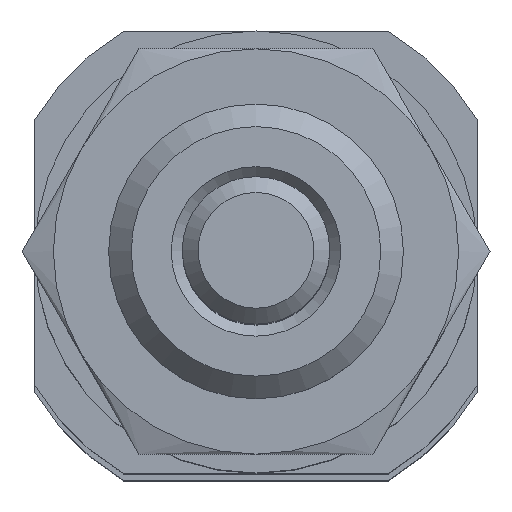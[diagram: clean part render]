
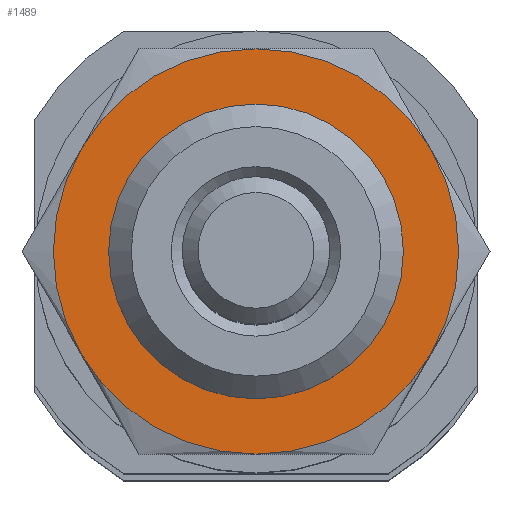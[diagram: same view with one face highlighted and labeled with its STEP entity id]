
A CAD part, top view. The second image highlights one B-rep face of the part: STEP entity #1489.
In plain terms, the highlighted planar face has unit normal (0, 0, 1).
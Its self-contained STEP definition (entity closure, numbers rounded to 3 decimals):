
#570=ORIENTED_EDGE('',*,*,#809,.T.);
#571=ORIENTED_EDGE('',*,*,#810,.F.);
#572=ORIENTED_EDGE('',*,*,#811,.F.);
#573=ORIENTED_EDGE('',*,*,#812,.F.);
#574=ORIENTED_EDGE('',*,*,#813,.F.);
#575=ORIENTED_EDGE('',*,*,#814,.F.);
#576=ORIENTED_EDGE('',*,*,#815,.F.);
#809=EDGE_CURVE('',#957,#957,#1062,.T.);
#810=EDGE_CURVE('',#958,#959,#1063,.F.);
#811=EDGE_CURVE('',#960,#958,#1064,.F.);
#812=EDGE_CURVE('',#961,#960,#1065,.T.);
#813=EDGE_CURVE('',#962,#961,#1066,.F.);
#814=EDGE_CURVE('',#963,#962,#1067,.F.);
#815=EDGE_CURVE('',#959,#963,#1068,.F.);
#957=VERTEX_POINT('',#2588);
#958=VERTEX_POINT('',#2590);
#959=VERTEX_POINT('',#2591);
#960=VERTEX_POINT('',#2593);
#961=VERTEX_POINT('',#2595);
#962=VERTEX_POINT('',#2597);
#963=VERTEX_POINT('',#2599);
#1062=CIRCLE('',#1711,4.);
#1063=CIRCLE('',#1712,5.5);
#1064=CIRCLE('',#1713,5.5);
#1065=CIRCLE('',#1714,5.5);
#1066=CIRCLE('',#1715,5.5);
#1067=CIRCLE('',#1716,5.5);
#1068=CIRCLE('',#1717,5.5);
#1194=EDGE_LOOP('',(#570));
#1195=EDGE_LOOP('',(#571,#572,#573,#574,#575,#576));
#1339=FACE_BOUND('',#1194,.T.);
#1340=FACE_BOUND('',#1195,.T.);
#1399=PLANE('',#1710);
#1489=ADVANCED_FACE('',(#1339,#1340),#1399,.T.);
#1710=AXIS2_PLACEMENT_3D('',#2586,#2142,#2143);
#1711=AXIS2_PLACEMENT_3D('',#2587,#2144,#2145);
#1712=AXIS2_PLACEMENT_3D('',#2589,#2146,#2147);
#1713=AXIS2_PLACEMENT_3D('',#2592,#2148,#2149);
#1714=AXIS2_PLACEMENT_3D('',#2594,#2150,#2151);
#1715=AXIS2_PLACEMENT_3D('',#2596,#2152,#2153);
#1716=AXIS2_PLACEMENT_3D('',#2598,#2154,#2155);
#1717=AXIS2_PLACEMENT_3D('',#2600,#2156,#2157);
#2142=DIRECTION('',(0.,0.,1.));
#2143=DIRECTION('',(1.,0.,0.));
#2144=DIRECTION('',(0.,0.,-1.));
#2145=DIRECTION('',(-1.,0.,0.));
#2146=DIRECTION('',(0.,0.,1.));
#2147=DIRECTION('',(1.,0.,0.));
#2148=DIRECTION('',(0.,0.,1.));
#2149=DIRECTION('',(1.,0.,0.));
#2150=DIRECTION('',(0.,0.,-1.));
#2151=DIRECTION('',(-1.,0.,0.));
#2152=DIRECTION('',(0.,0.,1.));
#2153=DIRECTION('',(1.,0.,0.));
#2154=DIRECTION('',(0.,0.,1.));
#2155=DIRECTION('',(1.,0.,0.));
#2156=DIRECTION('',(0.,0.,1.));
#2157=DIRECTION('',(1.,0.,0.));
#2586=CARTESIAN_POINT('',(0.,0.,4.));
#2587=CARTESIAN_POINT('',(0.,0.,4.));
#2588=CARTESIAN_POINT('',(-4.,0.,4.));
#2589=CARTESIAN_POINT('',(0.,0.,4.));
#2590=CARTESIAN_POINT('',(4.763,-2.75,4.));
#2591=CARTESIAN_POINT('',(0.,-5.5,4.));
#2592=CARTESIAN_POINT('',(0.,0.,4.));
#2593=CARTESIAN_POINT('',(4.763,2.75,4.));
#2594=CARTESIAN_POINT('',(0.,0.,4.));
#2595=CARTESIAN_POINT('',(0.,5.5,4.));
#2596=CARTESIAN_POINT('',(0.,0.,4.));
#2597=CARTESIAN_POINT('',(-4.763,2.75,4.));
#2598=CARTESIAN_POINT('',(0.,0.,4.));
#2599=CARTESIAN_POINT('',(-4.763,-2.75,4.));
#2600=CARTESIAN_POINT('',(0.,0.,4.));
